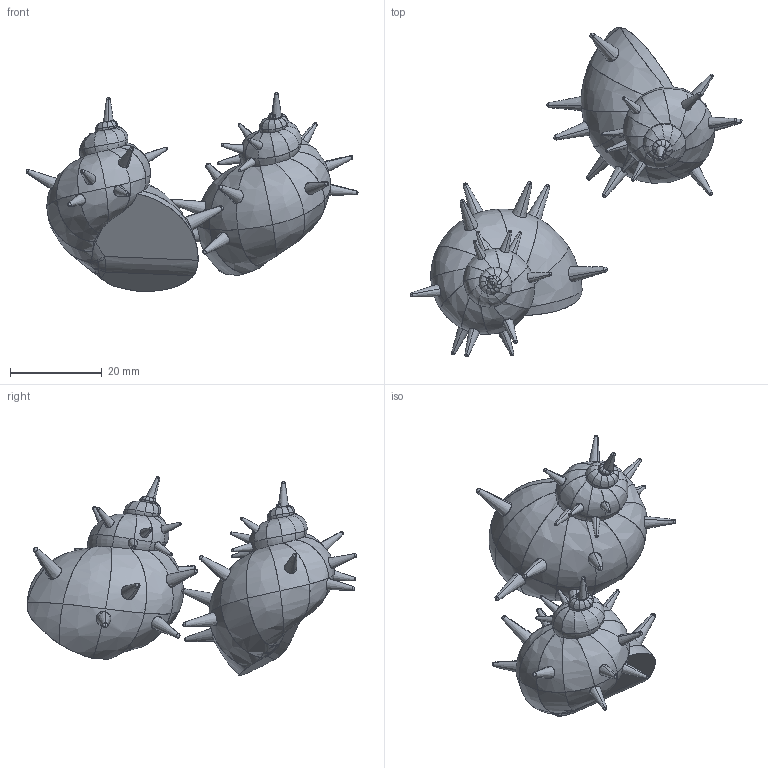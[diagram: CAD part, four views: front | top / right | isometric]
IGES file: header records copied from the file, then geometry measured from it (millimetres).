
Start section: SolidWorks IGES file using analytic representation for surfaces
Global section: file name: sazae.IGS; native system: SolidWorks 2012; preprocessor: SolidWorks 2012; author: oda; date: 120509.204213; units: millimetre
Bounding box: 72.43 x 71.93 x 43.37 mm (x, y, z)
Surface area: 6535.7 mm2 (no closed solid volume)
Topology: 0 solids, 0 shells, 366 faces, 4643 edges, 4599 vertices
Faces by surface type: bspline 366
